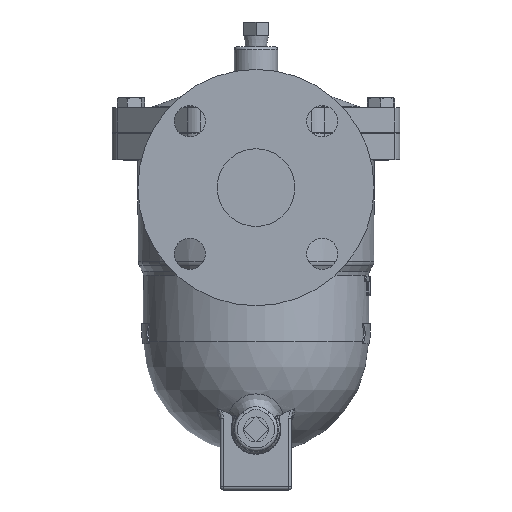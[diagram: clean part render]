
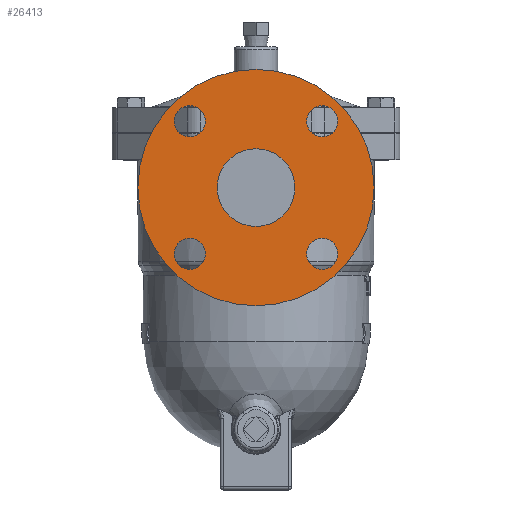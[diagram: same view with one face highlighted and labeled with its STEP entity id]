
A CAD part, left-side view. The second image highlights one B-rep face of the part: STEP entity #26413.
In plain terms, the highlighted planar face has unit normal (-1, 0, 0).
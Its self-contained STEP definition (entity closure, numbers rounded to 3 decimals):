
#25026=CARTESIAN_POINT('',(-136.0,0.,-10.));
#25027=VERTEX_POINT('',#25026);
#25028=CARTESIAN_POINT('',(-136.0,0.0,-35.));
#25029=DIRECTION('',(1.0,0.0,0.0));
#25030=DIRECTION('',(0.0,0.0,-1.0));
#25031=AXIS2_PLACEMENT_3D('',#25028,#25029,#25030);
#25032=CIRCLE('',#25031,25.0);
#25033=EDGE_CURVE('',#25027,#25027,#25032,.T.);
#25084=CARTESIAN_POINT('',(-136.0,52.639,-77.639));
#25085=VERTEX_POINT('',#25084);
#25086=CARTESIAN_POINT('',(-136.0,42.639,-77.639));
#25087=DIRECTION('',(1.0,0.0,0.0));
#25088=DIRECTION('',(0.0,1.0,0.0));
#25089=AXIS2_PLACEMENT_3D('',#25086,#25087,#25088);
#25090=CIRCLE('',#25089,10.0);
#25091=EDGE_CURVE('',#25085,#25085,#25090,.T.);
#25133=CARTESIAN_POINT('',(-136.0,-42.639,-87.639));
#25134=VERTEX_POINT('',#25133);
#25135=CARTESIAN_POINT('',(-136.0,-42.639,-77.639));
#25136=DIRECTION('',(1.0,0.0,0.0));
#25137=DIRECTION('',(0.0,0.0,-1.0));
#25138=AXIS2_PLACEMENT_3D('',#25135,#25136,#25137);
#25139=CIRCLE('',#25138,10.0);
#25140=EDGE_CURVE('',#25134,#25134,#25139,.T.);
#25182=CARTESIAN_POINT('',(-136.0,-52.639,7.639));
#25183=VERTEX_POINT('',#25182);
#25184=CARTESIAN_POINT('',(-136.0,-42.639,7.639));
#25185=DIRECTION('',(1.0,0.0,0.0));
#25186=DIRECTION('',(0.0,-1.0,0.0));
#25187=AXIS2_PLACEMENT_3D('',#25184,#25185,#25186);
#25188=CIRCLE('',#25187,10.0);
#25189=EDGE_CURVE('',#25183,#25183,#25188,.T.);
#25231=CARTESIAN_POINT('',(-136.0,42.639,17.639));
#25232=VERTEX_POINT('',#25231);
#25233=CARTESIAN_POINT('',(-136.0,42.639,7.639));
#25234=DIRECTION('',(1.0,0.0,0.0));
#25235=DIRECTION('',(0.0,0.0,1.0));
#25236=AXIS2_PLACEMENT_3D('',#25233,#25234,#25235);
#25237=CIRCLE('',#25236,10.0);
#25238=EDGE_CURVE('',#25232,#25232,#25237,.T.);
#25419=CARTESIAN_POINT('',(-136.0,0.,41.));
#25420=VERTEX_POINT('',#25419);
#25421=CARTESIAN_POINT('',(-136.0,0.0,-35.));
#25422=DIRECTION('',(1.0,0.0,0.0));
#25423=DIRECTION('',(0.0,0.0,-1.0));
#25424=AXIS2_PLACEMENT_3D('',#25421,#25422,#25423);
#25425=CIRCLE('',#25424,76.0);
#25426=EDGE_CURVE('',#25420,#25420,#25425,.T.);
#26390=CARTESIAN_POINT('',(-136.0,0.0,-16.5));
#26391=DIRECTION('',(-1.0,0.0,0.0));
#26392=DIRECTION('',(0.0,0.0,1.0));
#26393=AXIS2_PLACEMENT_3D('',#26390,#26391,#26392);
#26394=PLANE('',#26393);
#26395=ORIENTED_EDGE('',*,*,#25426,.F.);
#26396=EDGE_LOOP('',(#26395));
#26397=FACE_OUTER_BOUND('',#26396,.T.);
#26398=ORIENTED_EDGE('',*,*,#25033,.T.);
#26399=EDGE_LOOP('',(#26398));
#26400=FACE_BOUND('',#26399,.T.);
#26401=ORIENTED_EDGE('',*,*,#25091,.T.);
#26402=EDGE_LOOP('',(#26401));
#26403=FACE_BOUND('',#26402,.T.);
#26404=ORIENTED_EDGE('',*,*,#25140,.T.);
#26405=EDGE_LOOP('',(#26404));
#26406=FACE_BOUND('',#26405,.T.);
#26407=ORIENTED_EDGE('',*,*,#25189,.T.);
#26408=EDGE_LOOP('',(#26407));
#26409=FACE_BOUND('',#26408,.T.);
#26410=ORIENTED_EDGE('',*,*,#25238,.T.);
#26411=EDGE_LOOP('',(#26410));
#26412=FACE_BOUND('',#26411,.T.);
#26413=ADVANCED_FACE('',(#26397,#26400,#26403,#26406,#26409,#26412),#26394,.T.);
